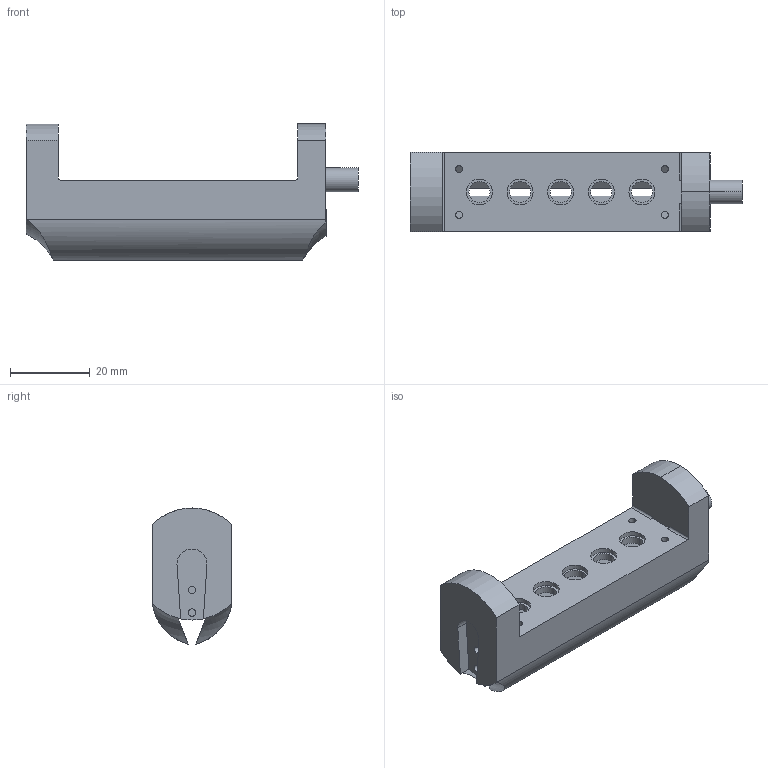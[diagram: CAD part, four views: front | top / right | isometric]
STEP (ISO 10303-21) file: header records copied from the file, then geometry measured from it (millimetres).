
FILE_DESCRIPTION (( 'STEP AP203' ), '1' );
FILE_NAME ('LED linear array holder.STEP', '2020-03-12T09:56:39', ( '' ), ( '' ), 'SwSTEP 2.0', 'SolidWorks 2018', '' );
FILE_SCHEMA (( 'CONFIG_CONTROL_DESIGN' ));
Length unit declared in the file: millimetre
Products named in the file (1): LED linear array holder
Bounding box: 83 x 19.81 x 34 mm (x, y, z)
Volume: 19523.3 mm3; surface area: 10839.7 mm2
Topology: 1 solids, 1 shells, 74 faces, 194 edges, 128 vertices
Faces by surface type: cylinder 49, plane 21, torus 4
Entity records: 2565 total; most frequent: CARTESIAN_POINT 537, DIRECTION 432, ORIENTED_EDGE 388, EDGE_CURVE 194, AXIS2_PLACEMENT_3D 173, VERTEX_POINT 128, EDGE_LOOP 102, CIRCLE 98
